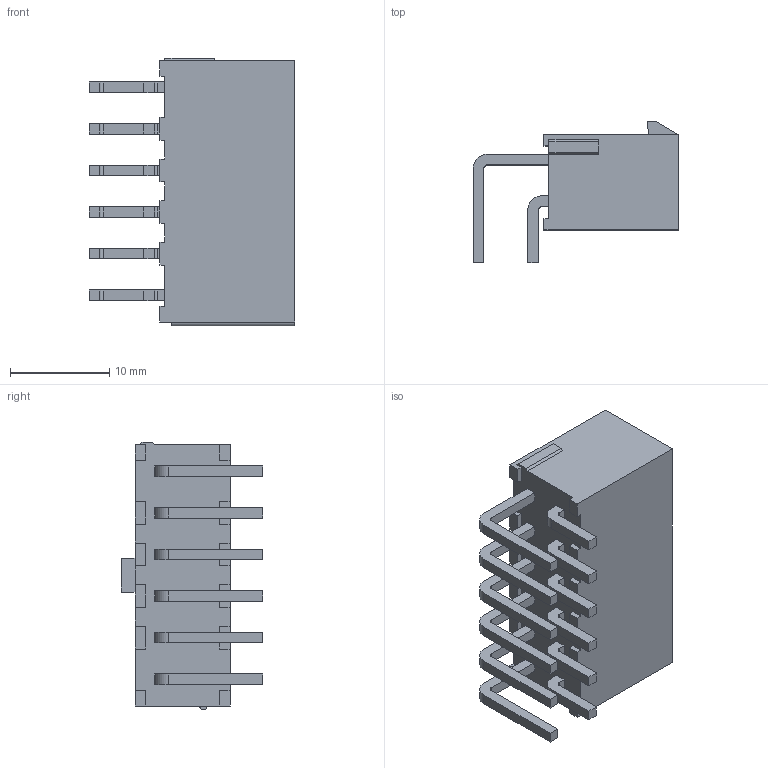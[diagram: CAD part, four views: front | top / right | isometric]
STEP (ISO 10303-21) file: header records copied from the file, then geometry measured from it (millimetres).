
FILE_DESCRIPTION((''),'2;1');
FILE_NAME('469911012','2010-08-23T',('pnb'),(''),'PRO/ENGINEER BY PARAMETRIC TECHNOLOGY CORPORATION, 2003451','PRO/ENGINEER BY PARAMETRIC TECHNOLOGY CORPORATION, 2003451','');
FILE_SCHEMA(('CONFIG_CONTROL_DESIGN'));
Length unit declared in the file: millimetre
Products named in the file (1): 469911012
Bounding box: 20.73 x 14.3 x 27.05 mm (x, y, z)
Volume: 2224.9 mm3; surface area: 3913.2 mm2
Topology: 1 solids, 1 shells, 303 faces, 817 edges, 552 vertices
Faces by surface type: plane 278, cylinder 25
Entity records: 9388 total; most frequent: CARTESIAN_POINT 1649, ORIENTED_EDGE 1586, DIRECTION 1499, EDGE_CURVE 793, VECTOR 743, LINE 743, VERTEX_POINT 528, AXIS2_PLACEMENT_3D 378
